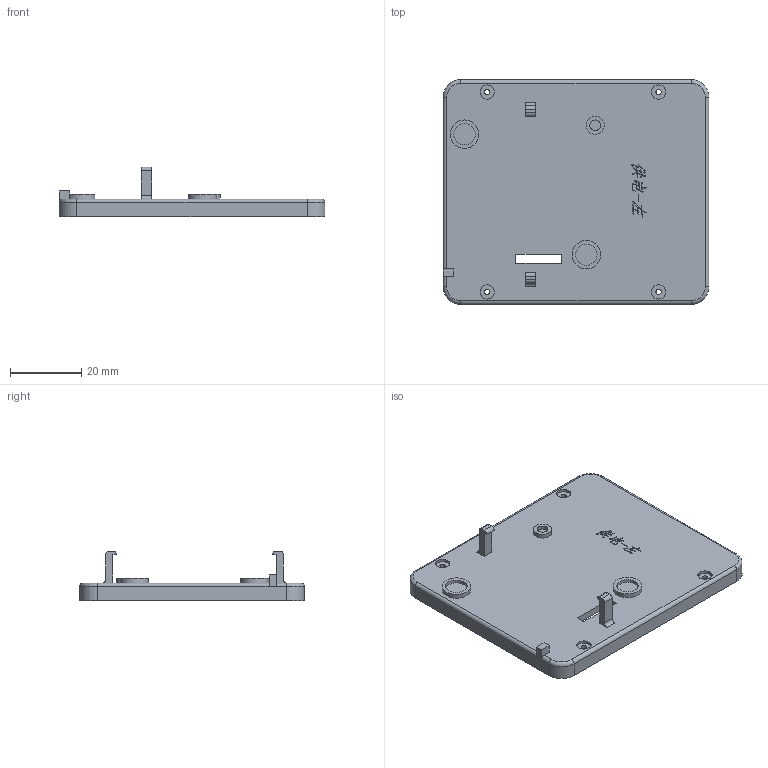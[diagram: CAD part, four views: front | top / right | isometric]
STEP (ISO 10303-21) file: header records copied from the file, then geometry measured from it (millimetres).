
FILE_DESCRIPTION(/* description */ (''),/* implementation_level */ '2;1');
FILE_NAME(/* name */ '电源模块-盖-V2.0-左.step',/* time_stamp */ '2022-07-05T21:11:25+08:00',/* author */ (''),/* organization */ (''),/* preprocessor_version */ 'ST-DEVELOPER v19',/* originating_system */ 'Autodesk Translation Framework v11.7.0.108',/* authorisation */ '');
FILE_SCHEMA (('AUTOMOTIVE_DESIGN { 1 0 10303 214 3 1 1 }'));
Length unit declared in the file: millimetre
Products named in the file (1): 电源模块-盖
Bounding box: 74.5 x 63 x 14 mm (x, y, z)
Volume: 12309.3 mm3; surface area: 12164.3 mm2
Topology: 1 solids, 1 shells, 280 faces, 752 edges, 498 vertices
Faces by surface type: plane 167, bspline 60, cylinder 49, torus 4
Full cylindrical faces by diameter (mm): 1.5 x4, 3 x1, 4 x4, 5 x1, 6 x2, 8 x2
Entity records: 9319 total; most frequent: CARTESIAN_POINT 2551, ORIENTED_EDGE 1504, DIRECTION 1184, EDGE_CURVE 752, LINE 522, VECTOR 522, VERTEX_POINT 498, AXIS2_PLACEMENT_3D 331
